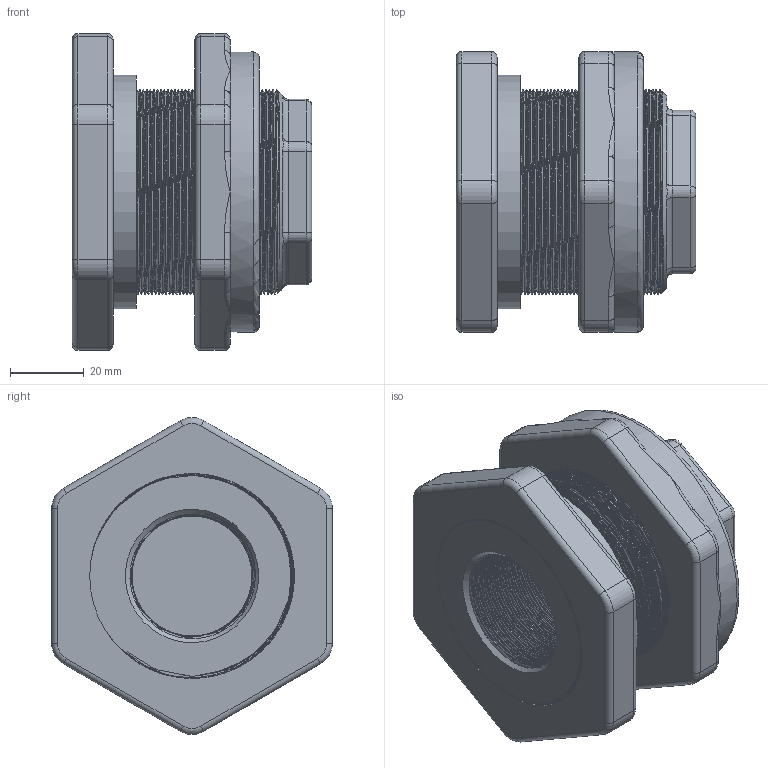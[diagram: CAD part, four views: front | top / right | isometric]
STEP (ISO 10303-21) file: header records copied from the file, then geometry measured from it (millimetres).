
FILE_DESCRIPTION((''),'2;1');
FILE_NAME('comal river.stp','2014-08-19T14:19:30',('mrister'),(''),'Autodesk Inventor 2013','Autodesk Inventor 2013','');
FILE_SCHEMA(('AUTOMOTIVE_DESIGN { 1 0 10303 214 1 1 1 1 }'));
Length unit declared in the file: inch
Products named in the file (1): comal river
Bounding box: 65.09 x 76.2 x 86.02 mm (x, y, z)
Volume: 172498.4 mm3; surface area: 61531.7 mm2
Topology: 1 solids, 1 shells, 185 faces, 469 edges, 260 vertices
Faces by surface type: cylinder 87, plane 40, torus 34, bspline 19, cone 5
Full cylindrical faces by diameter (mm): 4.763 x2, 63.5 x1, 76.2 x1
Entity records: 25307 total; most frequent: CARTESIAN_POINT 21056, DIRECTION 886, ORIENTED_EDGE 886, EDGE_CURVE 443, AXIS2_PLACEMENT_3D 365, VERTEX_POINT 251, EDGE_LOOP 213, CIRCLE 200
